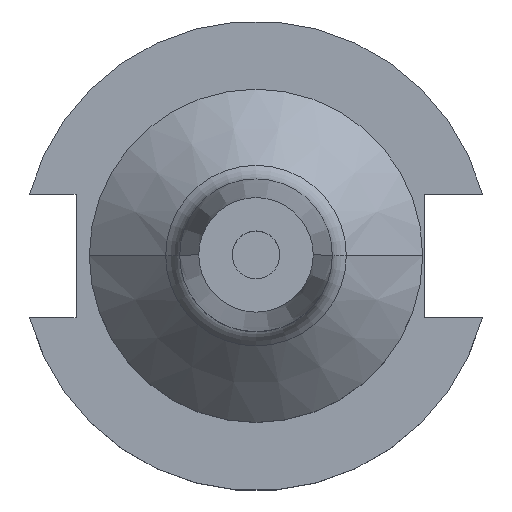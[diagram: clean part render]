
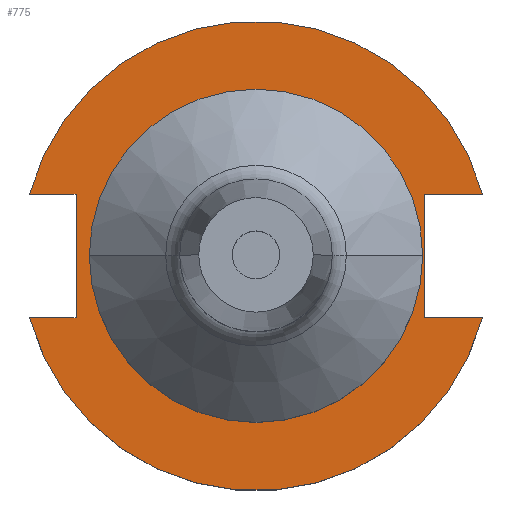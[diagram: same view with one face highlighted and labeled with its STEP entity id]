
A CAD part, top view. The second image highlights one B-rep face of the part: STEP entity #775.
In plain terms, the highlighted planar face has unit normal (0, 0, 1).
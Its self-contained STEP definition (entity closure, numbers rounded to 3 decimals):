
#19 = LINE ( 'NONE', #883, #1709 ) ;
#54 = CARTESIAN_POINT ( 'NONE',  ( -34.925, 0., 19.05 ) ) ;
#60 = DIRECTION ( 'NONE',  ( 1., 0., 0. ) ) ;
#103 = DIRECTION ( 'NONE',  ( 0., 0., 1. ) ) ;
#109 = DIRECTION ( 'NONE',  ( 1., 0., 0. ) ) ;
#141 = ORIENTED_EDGE ( 'NONE', *, *, #1508, .F. ) ;
#170 = CARTESIAN_POINT ( 'NONE',  ( 47.477, 12.954, 19.05 ) ) ;
#171 = EDGE_CURVE ( 'NONE', #1470, #1455, #817, .T. ) ;
#194 = DIRECTION ( 'NONE',  ( -1., 0., 0. ) ) ;
#198 = CARTESIAN_POINT ( 'NONE',  ( 35.306, 12.954, 19.05 ) ) ;
#203 = VECTOR ( 'NONE', #1161, 1000. ) ;
#251 = ORIENTED_EDGE ( 'NONE', *, *, #1495, .F. ) ;
#262 = FACE_BOUND ( 'NONE', #432, .T. ) ;
#312 = CARTESIAN_POINT ( 'NONE',  ( 35.306, -12.954, 19.05 ) ) ;
#432 = EDGE_LOOP ( 'NONE', ( #251, #1038 ) ) ;
#458 = VERTEX_POINT ( 'NONE', #170 ) ;
#464 = CARTESIAN_POINT ( 'NONE',  ( -37.719, 12.954, 19.05 ) ) ;
#467 = AXIS2_PLACEMENT_3D ( 'NONE', #745, #890, #60 ) ;
#486 = CARTESIAN_POINT ( 'NONE',  ( -37.719, 12.954, 19.05 ) ) ;
#505 = EDGE_CURVE ( 'NONE', #1025, #1455, #1144, .T. ) ;
#521 = CARTESIAN_POINT ( 'NONE',  ( 34.925, 0., 19.05 ) ) ;
#541 = CIRCLE ( 'NONE', #1055, 34.925 ) ;
#587 = DIRECTION ( 'NONE',  ( 1., 0., 0. ) ) ;
#634 = DIRECTION ( 'NONE',  ( -1., 0., 0. ) ) ;
#638 = CARTESIAN_POINT ( 'NONE',  ( 0., 0., 19.05 ) ) ;
#689 = ORIENTED_EDGE ( 'NONE', *, *, #1413, .T. ) ;
#703 = VECTOR ( 'NONE', #1424, 1000. ) ;
#735 = EDGE_CURVE ( 'NONE', #1208, #1373, #1114, .T. ) ;
#741 = VERTEX_POINT ( 'NONE', #54 ) ;
#745 = CARTESIAN_POINT ( 'NONE',  ( 0., 49.212, 19.05 ) ) ;
#758 = CARTESIAN_POINT ( 'NONE',  ( 0., 0., 19.05 ) ) ;
#767 = EDGE_CURVE ( 'NONE', #1373, #1240, #19, .T. ) ;
#775 = ADVANCED_FACE ( 'NONE', ( #262, #1360 ), #1555, .T. ) ;
#777 = AXIS2_PLACEMENT_3D ( 'NONE', #933, #103, #1069 ) ;
#779 = DIRECTION ( 'NONE',  ( 1., 0., 0. ) ) ;
#787 = CARTESIAN_POINT ( 'NONE',  ( 35.306, -12.954, 19.05 ) ) ;
#809 = CIRCLE ( 'NONE', #1229, 49.212 ) ;
#817 = LINE ( 'NONE', #312, #1185 ) ;
#873 = ORIENTED_EDGE ( 'NONE', *, *, #171, .F. ) ;
#883 = CARTESIAN_POINT ( 'NONE',  ( -63.719, 12.954, 19.05 ) ) ;
#890 = DIRECTION ( 'NONE',  ( 0., 0., 1. ) ) ;
#898 = CARTESIAN_POINT ( 'NONE',  ( -47.477, 12.954, 19.05 ) ) ;
#906 = DIRECTION ( 'NONE',  ( 1., 0., 0. ) ) ;
#924 = DIRECTION ( 'NONE',  ( 1., 0., 0. ) ) ;
#933 = CARTESIAN_POINT ( 'NONE',  ( 0., 0., 19.05 ) ) ;
#937 = DIRECTION ( 'NONE',  ( 0., 0., 1. ) ) ;
#939 = ORIENTED_EDGE ( 'NONE', *, *, #767, .F. ) ;
#1009 = EDGE_CURVE ( 'NONE', #458, #1118, #1012, .T. ) ;
#1012 = LINE ( 'NONE', #1327, #1092 ) ;
#1025 = VERTEX_POINT ( 'NONE', #1450 ) ;
#1033 = EDGE_CURVE ( 'NONE', #1025, #1208, #1497, .T. ) ;
#1038 = ORIENTED_EDGE ( 'NONE', *, *, #1370, .F. ) ;
#1055 = AXIS2_PLACEMENT_3D ( 'NONE', #758, #1712, #906 ) ;
#1069 = DIRECTION ( 'NONE',  ( 1., 0., 0. ) ) ;
#1092 = VECTOR ( 'NONE', #634, 1000. ) ;
#1114 = LINE ( 'NONE', #464, #703 ) ;
#1118 = VERTEX_POINT ( 'NONE', #1477 ) ;
#1144 = CIRCLE ( 'NONE', #777, 49.212 ) ;
#1161 = DIRECTION ( 'NONE',  ( 0., -1., 0. ) ) ;
#1162 = EDGE_LOOP ( 'NONE', ( #1549, #873, #141, #1279, #689, #939, #1771, #1518 ) ) ;
#1185 = VECTOR ( 'NONE', #587, 1000. ) ;
#1208 = VERTEX_POINT ( 'NONE', #1299 ) ;
#1229 = AXIS2_PLACEMENT_3D ( 'NONE', #638, #1592, #779 ) ;
#1240 = VERTEX_POINT ( 'NONE', #898 ) ;
#1279 = ORIENTED_EDGE ( 'NONE', *, *, #1009, .F. ) ;
#1299 = CARTESIAN_POINT ( 'NONE',  ( -37.719, -12.954, 19.05 ) ) ;
#1327 = CARTESIAN_POINT ( 'NONE',  ( 35.306, 12.954, 19.05 ) ) ;
#1336 = CARTESIAN_POINT ( 'NONE',  ( 47.477, -12.954, 19.05 ) ) ;
#1360 = FACE_OUTER_BOUND ( 'NONE', #1162, .T. ) ;
#1370 = EDGE_CURVE ( 'NONE', #741, #1734, #541, .T. ) ;
#1373 = VERTEX_POINT ( 'NONE', #486 ) ;
#1410 = AXIS2_PLACEMENT_3D ( 'NONE', #1746, #937, #109 ) ;
#1411 = CIRCLE ( 'NONE', #1410, 34.925 ) ;
#1413 = EDGE_CURVE ( 'NONE', #458, #1240, #809, .T. ) ;
#1424 = DIRECTION ( 'NONE',  ( 0., 1., 0. ) ) ;
#1450 = CARTESIAN_POINT ( 'NONE',  ( -47.477, -12.954, 19.05 ) ) ;
#1455 = VERTEX_POINT ( 'NONE', #1336 ) ;
#1461 = LINE ( 'NONE', #198, #203 ) ;
#1470 = VERTEX_POINT ( 'NONE', #787 ) ;
#1477 = CARTESIAN_POINT ( 'NONE',  ( 35.306, 12.954, 19.05 ) ) ;
#1495 = EDGE_CURVE ( 'NONE', #1734, #741, #1411, .T. ) ;
#1497 = LINE ( 'NONE', #1732, #1640 ) ;
#1508 = EDGE_CURVE ( 'NONE', #1118, #1470, #1461, .T. ) ;
#1518 = ORIENTED_EDGE ( 'NONE', *, *, #1033, .F. ) ;
#1549 = ORIENTED_EDGE ( 'NONE', *, *, #505, .T. ) ;
#1555 = PLANE ( 'NONE',  #467 ) ;
#1592 = DIRECTION ( 'NONE',  ( 0., 0., 1. ) ) ;
#1640 = VECTOR ( 'NONE', #924, 1000. ) ;
#1709 = VECTOR ( 'NONE', #194, 1000. ) ;
#1712 = DIRECTION ( 'NONE',  ( 0., 0., 1. ) ) ;
#1732 = CARTESIAN_POINT ( 'NONE',  ( -63.719, -12.954, 19.05 ) ) ;
#1734 = VERTEX_POINT ( 'NONE', #521 ) ;
#1746 = CARTESIAN_POINT ( 'NONE',  ( 0., 0., 19.05 ) ) ;
#1771 = ORIENTED_EDGE ( 'NONE', *, *, #735, .F. ) ;
